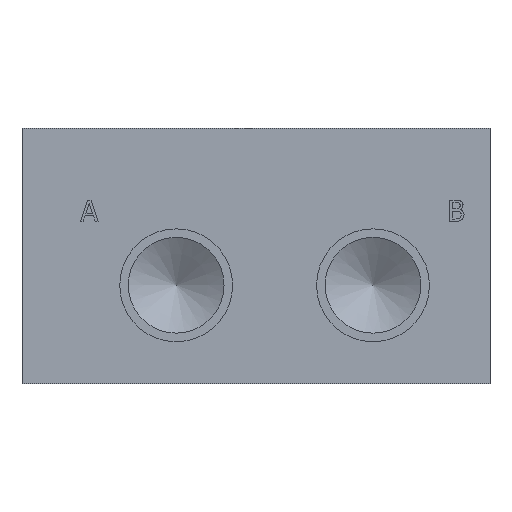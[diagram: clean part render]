
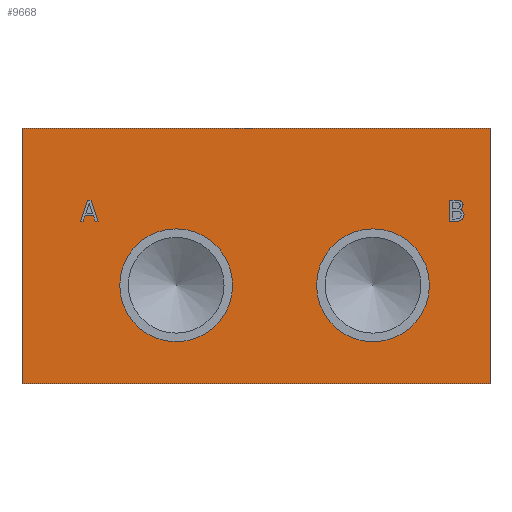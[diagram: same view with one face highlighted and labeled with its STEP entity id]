
A CAD part, left-side view. The second image highlights one B-rep face of the part: STEP entity #9668.
In plain terms, the highlighted planar face has unit normal (-1, 0, 0).
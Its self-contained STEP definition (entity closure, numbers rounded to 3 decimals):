
#78=CIRCLE('',#10054,16.853);
#79=CIRCLE('',#10055,16.853);
#80=CIRCLE('',#10056,16.853);
#81=CIRCLE('',#10057,16.853);
#238=FACE_BOUND('',#1522,.T.);
#239=FACE_BOUND('',#1523,.T.);
#240=FACE_BOUND('',#1524,.T.);
#241=FACE_BOUND('',#1525,.T.);
#547=PLANE('',#10053);
#986=FACE_OUTER_BOUND('',#1521,.T.);
#1521=EDGE_LOOP('',(#8249,#8250,#8251,#8252));
#1522=EDGE_LOOP('',(#8253,#8254,#8255,#8256,#8257,#8258,#8259,#8260,#8261,
#8262));
#1523=EDGE_LOOP('',(#8263,#8264));
#1524=EDGE_LOOP('',(#8265,#8266));
#1525=EDGE_LOOP('',(#8267,#8268,#8269,#8270,#8271,#8272,#8273,#8274));
#2014=LINE('',#14816,#2958);
#2483=LINE('',#16072,#3427);
#2489=LINE('',#16135,#3433);
#2492=LINE('',#16141,#3436);
#2495=LINE('',#16147,#3439);
#2499=LINE('',#16189,#3443);
#2500=LINE('',#16191,#3444);
#2501=LINE('',#16192,#3445);
#2502=LINE('',#16203,#3446);
#2503=LINE('',#16205,#3447);
#2504=LINE('',#16207,#3448);
#2505=LINE('',#16209,#3449);
#2506=LINE('',#16211,#3450);
#2507=LINE('',#16213,#3451);
#2508=LINE('',#16215,#3452);
#2509=LINE('',#16216,#3453);
#2958=VECTOR('',#10835,10.);
#3427=VECTOR('',#11652,10.);
#3433=VECTOR('',#11660,10.);
#3436=VECTOR('',#11665,10.);
#3439=VECTOR('',#11670,10.);
#3443=VECTOR('',#11678,10.);
#3444=VECTOR('',#11679,10.);
#3445=VECTOR('',#11680,10.);
#3446=VECTOR('',#11689,10.);
#3447=VECTOR('',#11690,10.);
#3448=VECTOR('',#11691,10.);
#3449=VECTOR('',#11692,10.);
#3450=VECTOR('',#11693,10.);
#3451=VECTOR('',#11694,10.);
#3452=VECTOR('',#11695,10.);
#3453=VECTOR('',#11696,10.);
#3789=B_SPLINE_CURVE_WITH_KNOTS('',2,(#16058,#16059,#16060,#16061),
 .UNSPECIFIED.,.F.,.F.,(3,1,3),(0.,1.,2.),.UNSPECIFIED.);
#3791=B_SPLINE_CURVE_WITH_KNOTS('',2,(#16085,#16086,#16087,#16088),
 .UNSPECIFIED.,.F.,.F.,(3,1,3),(0.,1.,2.),.UNSPECIFIED.);
#3793=B_SPLINE_CURVE_WITH_KNOTS('',2,(#16104,#16105,#16106,#16107),
 .UNSPECIFIED.,.F.,.F.,(3,1,3),(0.,1.,2.),.UNSPECIFIED.);
#3795=B_SPLINE_CURVE_WITH_KNOTS('',2,(#16123,#16124,#16125,#16126),
 .UNSPECIFIED.,.F.,.F.,(3,1,3),(0.,1.,2.),.UNSPECIFIED.);
#3797=B_SPLINE_CURVE_WITH_KNOTS('',2,(#16160,#16161,#16162,#16163),
 .UNSPECIFIED.,.F.,.F.,(3,1,3),(0.,1.,2.),.UNSPECIFIED.);
#3799=B_SPLINE_CURVE_WITH_KNOTS('',2,(#16178,#16179,#16180,#16181),
 .UNSPECIFIED.,.F.,.F.,(3,1,3),(0.,1.,2.),.UNSPECIFIED.);
#4195=VERTEX_POINT('',#14812);
#4196=VERTEX_POINT('',#14814);
#4533=VERTEX_POINT('',#16056);
#4534=VERTEX_POINT('',#16057);
#4537=VERTEX_POINT('',#16071);
#4539=VERTEX_POINT('',#16084);
#4541=VERTEX_POINT('',#16103);
#4543=VERTEX_POINT('',#16122);
#4545=VERTEX_POINT('',#16134);
#4547=VERTEX_POINT('',#16140);
#4549=VERTEX_POINT('',#16146);
#4551=VERTEX_POINT('',#16159);
#4553=VERTEX_POINT('',#16188);
#4554=VERTEX_POINT('',#16190);
#4555=VERTEX_POINT('',#16193);
#4556=VERTEX_POINT('',#16194);
#4557=VERTEX_POINT('',#16197);
#4558=VERTEX_POINT('',#16198);
#4559=VERTEX_POINT('',#16201);
#4560=VERTEX_POINT('',#16202);
#4561=VERTEX_POINT('',#16204);
#4562=VERTEX_POINT('',#16206);
#4563=VERTEX_POINT('',#16208);
#4564=VERTEX_POINT('',#16210);
#4565=VERTEX_POINT('',#16212);
#4566=VERTEX_POINT('',#16214);
#5306=EDGE_CURVE('',#4195,#4196,#2014,.T.);
#5809=EDGE_CURVE('',#4533,#4534,#3789,.T.);
#5813=EDGE_CURVE('',#4537,#4533,#2483,.T.);
#5816=EDGE_CURVE('',#4539,#4537,#3791,.T.);
#5819=EDGE_CURVE('',#4541,#4539,#3793,.T.);
#5822=EDGE_CURVE('',#4543,#4541,#3795,.T.);
#5825=EDGE_CURVE('',#4545,#4543,#2489,.T.);
#5828=EDGE_CURVE('',#4547,#4545,#2492,.T.);
#5831=EDGE_CURVE('',#4549,#4547,#2495,.T.);
#5834=EDGE_CURVE('',#4551,#4549,#3797,.T.);
#5837=EDGE_CURVE('',#4534,#4551,#3799,.T.);
#5839=EDGE_CURVE('',#4553,#4195,#2499,.T.);
#5840=EDGE_CURVE('',#4554,#4196,#2500,.T.);
#5841=EDGE_CURVE('',#4553,#4554,#2501,.T.);
#5842=EDGE_CURVE('',#4555,#4556,#78,.T.);
#5843=EDGE_CURVE('',#4556,#4555,#79,.T.);
#5844=EDGE_CURVE('',#4557,#4558,#80,.T.);
#5845=EDGE_CURVE('',#4558,#4557,#81,.T.);
#5846=EDGE_CURVE('',#4559,#4560,#2502,.T.);
#5847=EDGE_CURVE('',#4560,#4561,#2503,.T.);
#5848=EDGE_CURVE('',#4561,#4562,#2504,.T.);
#5849=EDGE_CURVE('',#4562,#4563,#2505,.T.);
#5850=EDGE_CURVE('',#4563,#4564,#2506,.T.);
#5851=EDGE_CURVE('',#4564,#4565,#2507,.T.);
#5852=EDGE_CURVE('',#4565,#4566,#2508,.T.);
#5853=EDGE_CURVE('',#4566,#4559,#2509,.T.);
#8249=ORIENTED_EDGE('',*,*,#5839,.T.);
#8250=ORIENTED_EDGE('',*,*,#5306,.T.);
#8251=ORIENTED_EDGE('',*,*,#5840,.F.);
#8252=ORIENTED_EDGE('',*,*,#5841,.F.);
#8253=ORIENTED_EDGE('',*,*,#5809,.T.);
#8254=ORIENTED_EDGE('',*,*,#5837,.T.);
#8255=ORIENTED_EDGE('',*,*,#5834,.T.);
#8256=ORIENTED_EDGE('',*,*,#5831,.T.);
#8257=ORIENTED_EDGE('',*,*,#5828,.T.);
#8258=ORIENTED_EDGE('',*,*,#5825,.T.);
#8259=ORIENTED_EDGE('',*,*,#5822,.T.);
#8260=ORIENTED_EDGE('',*,*,#5819,.T.);
#8261=ORIENTED_EDGE('',*,*,#5816,.T.);
#8262=ORIENTED_EDGE('',*,*,#5813,.T.);
#8263=ORIENTED_EDGE('',*,*,#5842,.T.);
#8264=ORIENTED_EDGE('',*,*,#5843,.T.);
#8265=ORIENTED_EDGE('',*,*,#5844,.T.);
#8266=ORIENTED_EDGE('',*,*,#5845,.T.);
#8267=ORIENTED_EDGE('',*,*,#5846,.T.);
#8268=ORIENTED_EDGE('',*,*,#5847,.T.);
#8269=ORIENTED_EDGE('',*,*,#5848,.T.);
#8270=ORIENTED_EDGE('',*,*,#5849,.T.);
#8271=ORIENTED_EDGE('',*,*,#5850,.T.);
#8272=ORIENTED_EDGE('',*,*,#5851,.T.);
#8273=ORIENTED_EDGE('',*,*,#5852,.T.);
#8274=ORIENTED_EDGE('',*,*,#5853,.T.);
#9668=ADVANCED_FACE('',(#986,#238,#239,#240,#241),#547,.T.);
#10053=AXIS2_PLACEMENT_3D('',#16187,#11676,#11677);
#10054=AXIS2_PLACEMENT_3D('',#16195,#11681,#11682);
#10055=AXIS2_PLACEMENT_3D('',#16196,#11683,#11684);
#10056=AXIS2_PLACEMENT_3D('',#16199,#11685,#11686);
#10057=AXIS2_PLACEMENT_3D('',#16200,#11687,#11688);
#10835=DIRECTION('',(0.,0.,1.));
#11652=DIRECTION('',(0.,0.,-1.));
#11660=DIRECTION('',(0.,-1.,0.));
#11665=DIRECTION('',(0.,0.,1.));
#11670=DIRECTION('',(0.,1.,0.));
#11676=DIRECTION('center_axis',(-1.,0.,0.));
#11677=DIRECTION('ref_axis',(0.,-1.,0.));
#11678=DIRECTION('',(0.,-1.,0.));
#11679=DIRECTION('',(0.,-1.,0.));
#11680=DIRECTION('',(0.,0.,1.));
#11681=DIRECTION('center_axis',(1.,0.,0.));
#11682=DIRECTION('ref_axis',(0.,1.,0.));
#11683=DIRECTION('center_axis',(1.,0.,0.));
#11684=DIRECTION('ref_axis',(0.,1.,0.));
#11685=DIRECTION('center_axis',(1.,0.,0.));
#11686=DIRECTION('ref_axis',(0.,1.,0.));
#11687=DIRECTION('center_axis',(1.,0.,0.));
#11688=DIRECTION('ref_axis',(0.,1.,0.));
#11689=DIRECTION('',(0.,1.,0.));
#11690=DIRECTION('',(0.,-0.319,0.948));
#11691=DIRECTION('',(0.,-1.,0.));
#11692=DIRECTION('',(0.,-0.319,-0.948));
#11693=DIRECTION('',(0.,1.,0.));
#11694=DIRECTION('',(0.,0.309,0.951));
#11695=DIRECTION('',(0.,1.,0.));
#11696=DIRECTION('',(0.,0.309,-0.951));
#14812=CARTESIAN_POINT('',(0.,0.,0.));
#14814=CARTESIAN_POINT('',(0.,0.,76.2));
#14816=CARTESIAN_POINT('',(0.,0.,0.));
#16056=CARTESIAN_POINT('',(0.,8.938,51.949));
#16057=CARTESIAN_POINT('',(0.,7.75,50.369));
#16058=CARTESIAN_POINT('Ctrl Pts',(0.,8.938,51.949));
#16059=CARTESIAN_POINT('Ctrl Pts',(0.,8.372,51.794));
#16060=CARTESIAN_POINT('Ctrl Pts',(0.,7.75,50.976));
#16061=CARTESIAN_POINT('Ctrl Pts',(0.,7.75,50.369));
#16071=CARTESIAN_POINT('',(0.,8.938,51.98));
#16072=CARTESIAN_POINT('',(0.,8.938,25.99));
#16084=CARTESIAN_POINT('',(0.,8.048,53.338));
#16085=CARTESIAN_POINT('Ctrl Pts',(0.,8.048,53.338));
#16086=CARTESIAN_POINT('Ctrl Pts',(0.,8.048,52.891));
#16087=CARTESIAN_POINT('Ctrl Pts',(0.,8.522,52.18));
#16088=CARTESIAN_POINT('Ctrl Pts',(0.,8.938,51.98));
#16103=CARTESIAN_POINT('',(0.,8.707,54.511));
#16104=CARTESIAN_POINT('Ctrl Pts',(0.,8.707,54.511));
#16105=CARTESIAN_POINT('Ctrl Pts',(0.,8.362,54.331));
#16106=CARTESIAN_POINT('Ctrl Pts',(0.,8.048,53.74));
#16107=CARTESIAN_POINT('Ctrl Pts',(0.,8.048,53.338));
#16122=CARTESIAN_POINT('',(0.,10.374,54.769));
#16123=CARTESIAN_POINT('Ctrl Pts',(0.,10.374,54.769));
#16124=CARTESIAN_POINT('Ctrl Pts',(0.,9.695,54.769));
#16125=CARTESIAN_POINT('Ctrl Pts',(0.,9.016,54.681));
#16126=CARTESIAN_POINT('Ctrl Pts',(0.,8.707,54.511));
#16134=CARTESIAN_POINT('',(0.,12.057,54.769));
#16135=CARTESIAN_POINT('',(0.,75.878,54.769));
#16140=CARTESIAN_POINT('',(0.,12.057,48.419));
#16141=CARTESIAN_POINT('',(0.,12.057,24.209));
#16146=CARTESIAN_POINT('',(0.,10.235,48.419));
#16147=CARTESIAN_POINT('',(0.,74.968,48.419));
#16159=CARTESIAN_POINT('',(0.,8.408,48.933));
#16160=CARTESIAN_POINT('Ctrl Pts',(0.,8.408,48.933));
#16161=CARTESIAN_POINT('Ctrl Pts',(0.,8.769,48.655));
#16162=CARTESIAN_POINT('Ctrl Pts',(0.,9.587,48.419));
#16163=CARTESIAN_POINT('Ctrl Pts',(0.,10.235,48.419));
#16178=CARTESIAN_POINT('Ctrl Pts',(0.,7.75,50.369));
#16179=CARTESIAN_POINT('Ctrl Pts',(0.,7.75,49.896));
#16180=CARTESIAN_POINT('Ctrl Pts',(0.,8.11,49.17));
#16181=CARTESIAN_POINT('Ctrl Pts',(0.,8.408,48.933));
#16187=CARTESIAN_POINT('Origin',(0.,139.7,0.));
#16188=CARTESIAN_POINT('',(0.,139.7,0.));
#16189=CARTESIAN_POINT('',(0.,139.7,0.));
#16190=CARTESIAN_POINT('',(0.,139.7,76.2));
#16191=CARTESIAN_POINT('',(0.,139.7,76.2));
#16192=CARTESIAN_POINT('',(0.,139.7,0.));
#16193=CARTESIAN_POINT('',(0.,51.778,29.362));
#16194=CARTESIAN_POINT('',(0.,18.072,29.362));
#16195=CARTESIAN_POINT('Origin',(0.,34.925,29.362));
#16196=CARTESIAN_POINT('Origin',(0.,34.925,29.362));
#16197=CARTESIAN_POINT('',(0.,110.528,29.362));
#16198=CARTESIAN_POINT('',(0.,76.822,29.362));
#16199=CARTESIAN_POINT('Origin',(0.,93.675,29.362));
#16200=CARTESIAN_POINT('Origin',(0.,93.675,29.362));
#16201=CARTESIAN_POINT('',(0.,121.424,48.419));
#16202=CARTESIAN_POINT('',(0.,122.279,48.419));
#16203=CARTESIAN_POINT('',(0.,130.562,48.419));
#16204=CARTESIAN_POINT('',(0.,120.138,54.769));
#16205=CARTESIAN_POINT('',(0.,130.496,24.043));
#16206=CARTESIAN_POINT('',(0.,119.099,54.769));
#16207=CARTESIAN_POINT('',(0.,129.919,54.769));
#16208=CARTESIAN_POINT('',(0.,116.958,48.419));
#16209=CARTESIAN_POINT('',(0.,111.86,33.297));
#16210=CARTESIAN_POINT('',(0.,117.848,48.419));
#16211=CARTESIAN_POINT('',(0.,128.329,48.419));
#16212=CARTESIAN_POINT('',(0.,118.424,50.194));
#16213=CARTESIAN_POINT('',(0.,111.78,29.726));
#16214=CARTESIAN_POINT('',(0.,120.848,50.194));
#16215=CARTESIAN_POINT('',(0.,129.062,50.194));
#16216=CARTESIAN_POINT('',(0.,129.117,24.722));
